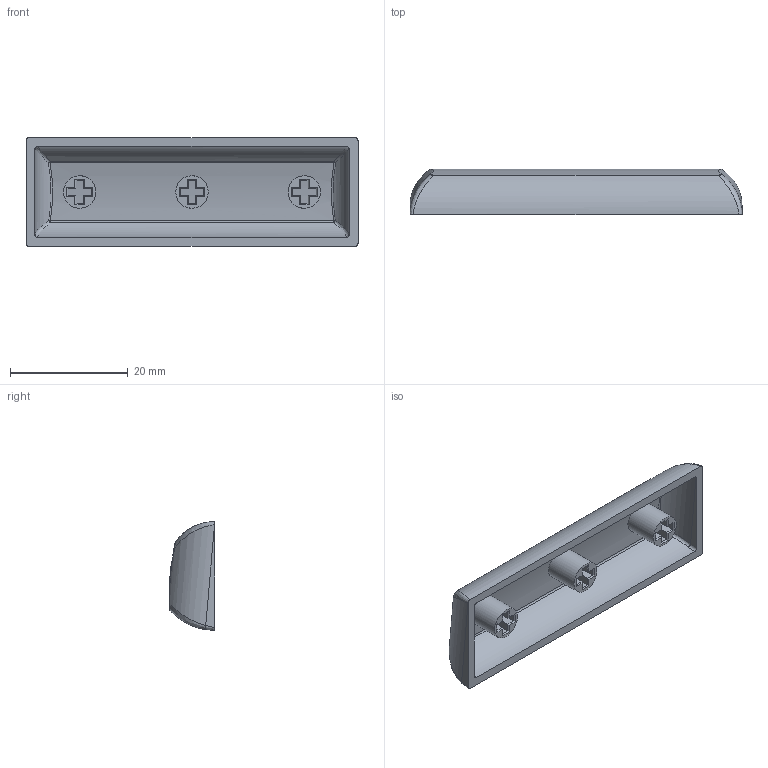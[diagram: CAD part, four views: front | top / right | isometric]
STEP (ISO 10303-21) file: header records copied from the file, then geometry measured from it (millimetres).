
FILE_DESCRIPTION(/* description */ (''),/* implementation_level */ '2;1');
FILE_NAME(/* name */ 'R5X300C v1.step',/* time_stamp */ '2021-04-21T19:45:47-07:00',/* author */ (''),/* organization */ (''),/* preprocessor_version */ 'ST-DEVELOPER v18.1',/* originating_system */ 'Autodesk Translation Framework v10.6.0.1341',/* authorisation */ '');
FILE_SCHEMA (('AUTOMOTIVE_DESIGN { 1 0 10303 214 3 1 1 }'));
Length unit declared in the file: millimetre
Products named in the file (1): R5X300C
Bounding box: 56.3 x 7.74 x 18.45 mm (x, y, z)
Volume: 2591.4 mm3; surface area: 3894.6 mm2
Topology: 1 solids, 1 shells, 128 faces, 296 edges, 177 vertices
Faces by surface type: plane 80, cylinder 20, bspline 20, sphere 4, torus 4
Full cylindrical faces by diameter (mm): 5.5 x3
Entity records: 4505 total; most frequent: CARTESIAN_POINT 1713, ORIENTED_EDGE 592, DIRECTION 517, EDGE_CURVE 296, LINE 185, VECTOR 185, VERTEX_POINT 177, AXIS2_PLACEMENT_3D 166
